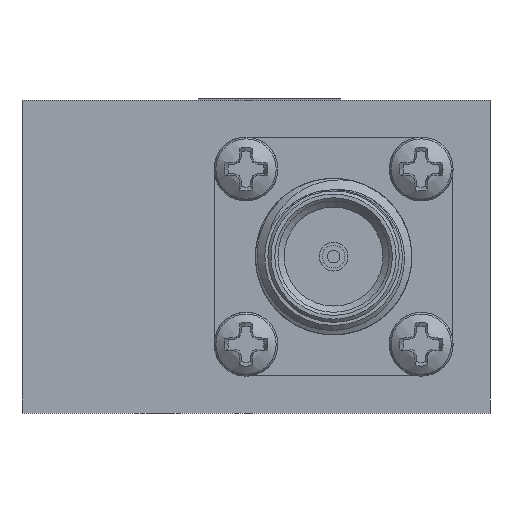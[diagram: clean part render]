
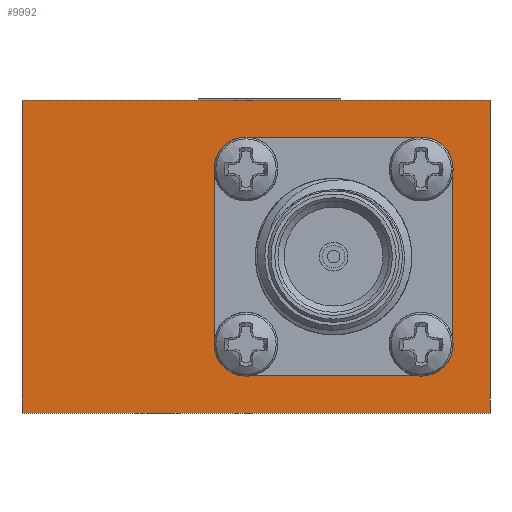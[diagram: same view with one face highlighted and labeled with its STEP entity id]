
A CAD part, left-side view. The second image highlights one B-rep face of the part: STEP entity #9992.
In plain terms, the highlighted planar face has unit normal (-1, 0, 0).
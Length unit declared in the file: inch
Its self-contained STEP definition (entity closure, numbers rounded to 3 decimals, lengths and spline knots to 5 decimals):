
#55 = DIRECTION ( 'NONE',  ( 0., 0., -1. ) ) ;
#114 = ORIENTED_EDGE ( 'NONE', *, *, #3417, .F. ) ;
#165 = EDGE_CURVE ( 'NONE', #5661, #4267, #1885, .T. ) ;
#234 = CIRCLE ( 'NONE', #5388, 0.05 ) ;
#465 = ORIENTED_EDGE ( 'NONE', *, *, #695, .F. ) ;
#481 = CARTESIAN_POINT ( 'NONE',  ( -0.25, 0.01598, -0.14 ) ) ;
#487 = LINE ( 'NONE', #9174, #9764 ) ;
#535 = LINE ( 'NONE', #9967, #6018 ) ;
#695 = EDGE_CURVE ( 'NONE', #3954, #10706, #487, .T. ) ;
#939 = EDGE_CURVE ( 'NONE', #10122, #6056, #10766, .T. ) ;
#1000 = DIRECTION ( 'NONE',  ( 0., -1., 0. ) ) ;
#1054 = VECTOR ( 'NONE', #55, 39.37008 ) ;
#1146 = ORIENTED_EDGE ( 'NONE', *, *, #8988, .T. ) ;
#1412 = DIRECTION ( 'NONE',  ( 0., 0., -1. ) ) ;
#1504 = VERTEX_POINT ( 'NONE', #4569 ) ;
#1514 = EDGE_CURVE ( 'NONE', #6293, #6845, #4887, .T. ) ;
#1885 = LINE ( 'NONE', #5423, #2024 ) ;
#1997 = CARTESIAN_POINT ( 'NONE',  ( -0.25, -0.26402, -0.14 ) ) ;
#2013 = ORIENTED_EDGE ( 'NONE', *, *, #5967, .T. ) ;
#2024 = VECTOR ( 'NONE', #1000, 39.37008 ) ;
#2371 = CARTESIAN_POINT ( 'NONE',  ( -0.25, -0.31402, -0.14 ) ) ;
#2492 = CARTESIAN_POINT ( 'NONE',  ( -0.25, -0.31402, 0.19 ) ) ;
#2509 = DIRECTION ( 'NONE',  ( 0., 0., -1. ) ) ;
#2572 = CARTESIAN_POINT ( 'NONE',  ( -0.25, -0.31402, 0.14 ) ) ;
#2647 = FACE_OUTER_BOUND ( 'NONE', #6599, .T. ) ;
#2841 = ORIENTED_EDGE ( 'NONE', *, *, #10566, .F. ) ;
#3010 = VERTEX_POINT ( 'NONE', #8000 ) ;
#3314 = CARTESIAN_POINT ( 'NONE',  ( -0.25, -0.37402, 0.25 ) ) ;
#3417 = EDGE_CURVE ( 'NONE', #10122, #9296, #9841, .T. ) ;
#3482 = CARTESIAN_POINT ( 'NONE',  ( -0.25, -0.31402, -0.19 ) ) ;
#3517 = CIRCLE ( 'NONE', #7698, 0.05 ) ;
#3703 = EDGE_CURVE ( 'NONE', #10521, #1504, #3517, .T. ) ;
#3795 = VECTOR ( 'NONE', #4523, 39.37008 ) ;
#3806 = CARTESIAN_POINT ( 'NONE',  ( -0.25, 0.06598, -0.14 ) ) ;
#3954 = VERTEX_POINT ( 'NONE', #9324 ) ;
#4011 = DIRECTION ( 'NONE',  ( 0., 0., -1. ) ) ;
#4071 = CARTESIAN_POINT ( 'NONE',  ( -0.25, -0.31402, -0.19 ) ) ;
#4267 = VERTEX_POINT ( 'NONE', #8737 ) ;
#4316 = CARTESIAN_POINT ( 'NONE',  ( -0.25, 0.01598, 0.19 ) ) ;
#4369 = LINE ( 'NONE', #3482, #3795 ) ;
#4523 = DIRECTION ( 'NONE',  ( 0., 0., 1. ) ) ;
#4569 = CARTESIAN_POINT ( 'NONE',  ( -0.25, -0.26402, -0.19 ) ) ;
#4611 = DIRECTION ( 'NONE',  ( 0., 0., -1. ) ) ;
#4725 = DIRECTION ( 'NONE',  ( 0., 0., -1. ) ) ;
#4887 = LINE ( 'NONE', #9922, #1054 ) ;
#5053 = DIRECTION ( 'NONE',  ( 0., 0., -1. ) ) ;
#5197 = ORIENTED_EDGE ( 'NONE', *, *, #7981, .F. ) ;
#5388 = AXIS2_PLACEMENT_3D ( 'NONE', #481, #10432, #5053 ) ;
#5419 = ORIENTED_EDGE ( 'NONE', *, *, #7694, .F. ) ;
#5423 = CARTESIAN_POINT ( 'NONE',  ( -0.25, -0.37402, -0.25 ) ) ;
#5661 = VERTEX_POINT ( 'NONE', #8902 ) ;
#5967 = EDGE_CURVE ( 'NONE', #3010, #6845, #234, .T. ) ;
#6018 = VECTOR ( 'NONE', #4611, 39.37008 ) ;
#6056 = VERTEX_POINT ( 'NONE', #2572 ) ;
#6121 = EDGE_LOOP ( 'NONE', ( #9401, #6222, #114, #10277, #5197, #8878, #2841, #2013 ) ) ;
#6214 = DIRECTION ( 'NONE',  ( 0., 1., 0. ) ) ;
#6222 = ORIENTED_EDGE ( 'NONE', *, *, #6819, .T. ) ;
#6293 = VERTEX_POINT ( 'NONE', #11577 ) ;
#6296 = FACE_BOUND ( 'NONE', #6121, .T. ) ;
#6437 = LINE ( 'NONE', #4071, #9485 ) ;
#6550 = AXIS2_PLACEMENT_3D ( 'NONE', #3314, #6867, #2509 ) ;
#6599 = EDGE_LOOP ( 'NONE', ( #10023, #5419, #465, #1146 ) ) ;
#6760 = CARTESIAN_POINT ( 'NONE',  ( -0.25, -0.37402, 0.25 ) ) ;
#6802 = DIRECTION ( 'NONE',  ( 1., 0., 0. ) ) ;
#6819 = EDGE_CURVE ( 'NONE', #6293, #9296, #7686, .T. ) ;
#6845 = VERTEX_POINT ( 'NONE', #3806 ) ;
#6867 = DIRECTION ( 'NONE',  ( 1., 0., 0. ) ) ;
#6895 = VECTOR ( 'NONE', #4011, 39.37008 ) ;
#7686 = CIRCLE ( 'NONE', #9899, 0.05 ) ;
#7694 = EDGE_CURVE ( 'NONE', #10706, #4267, #8419, .T. ) ;
#7698 = AXIS2_PLACEMENT_3D ( 'NONE', #1997, #8232, #4725 ) ;
#7706 = DIRECTION ( 'NONE',  ( 0., -1., 0. ) ) ;
#7981 = EDGE_CURVE ( 'NONE', #10521, #6056, #4369, .T. ) ;
#8000 = CARTESIAN_POINT ( 'NONE',  ( -0.25, 0.01598, -0.19 ) ) ;
#8143 = DIRECTION ( 'NONE',  ( 0., -1., 0. ) ) ;
#8232 = DIRECTION ( 'NONE',  ( 1., 0., 0. ) ) ;
#8419 = LINE ( 'NONE', #11349, #6895 ) ;
#8737 = CARTESIAN_POINT ( 'NONE',  ( -0.25, -0.37402, -0.25 ) ) ;
#8878 = ORIENTED_EDGE ( 'NONE', *, *, #3703, .T. ) ;
#8902 = CARTESIAN_POINT ( 'NONE',  ( -0.25, 0.37402, -0.25 ) ) ;
#8988 = EDGE_CURVE ( 'NONE', #3954, #5661, #535, .T. ) ;
#9089 = CARTESIAN_POINT ( 'NONE',  ( -0.25, 0.01598, 0.14 ) ) ;
#9174 = CARTESIAN_POINT ( 'NONE',  ( -0.25, -0.37402, 0.25 ) ) ;
#9296 = VERTEX_POINT ( 'NONE', #4316 ) ;
#9324 = CARTESIAN_POINT ( 'NONE',  ( -0.25, 0.37402, 0.25 ) ) ;
#9373 = AXIS2_PLACEMENT_3D ( 'NONE', #9380, #6802, #1412 ) ;
#9380 = CARTESIAN_POINT ( 'NONE',  ( -0.25, -0.26402, 0.14 ) ) ;
#9401 = ORIENTED_EDGE ( 'NONE', *, *, #1514, .F. ) ;
#9485 = VECTOR ( 'NONE', #7706, 39.37008 ) ;
#9764 = VECTOR ( 'NONE', #8143, 39.37008 ) ;
#9804 = CARTESIAN_POINT ( 'NONE',  ( -0.25, -0.26402, 0.19 ) ) ;
#9841 = LINE ( 'NONE', #2492, #9971 ) ;
#9899 = AXIS2_PLACEMENT_3D ( 'NONE', #9089, #10849, #10964 ) ;
#9922 = CARTESIAN_POINT ( 'NONE',  ( -0.25, 0.06598, -0.19 ) ) ;
#9967 = CARTESIAN_POINT ( 'NONE',  ( -0.25, 0.37402, 0.25 ) ) ;
#9971 = VECTOR ( 'NONE', #6214, 39.37008 ) ;
#9992 = ADVANCED_FACE ( 'NONE', ( #6296, #2647 ), #10443, .F. ) ;
#10023 = ORIENTED_EDGE ( 'NONE', *, *, #165, .T. ) ;
#10122 = VERTEX_POINT ( 'NONE', #9804 ) ;
#10277 = ORIENTED_EDGE ( 'NONE', *, *, #939, .T. ) ;
#10432 = DIRECTION ( 'NONE',  ( 1., 0., 0. ) ) ;
#10443 = PLANE ( 'NONE',  #6550 ) ;
#10521 = VERTEX_POINT ( 'NONE', #2371 ) ;
#10566 = EDGE_CURVE ( 'NONE', #3010, #1504, #6437, .T. ) ;
#10706 = VERTEX_POINT ( 'NONE', #6760 ) ;
#10766 = CIRCLE ( 'NONE', #9373, 0.05 ) ;
#10849 = DIRECTION ( 'NONE',  ( 1., 0., 0. ) ) ;
#10964 = DIRECTION ( 'NONE',  ( 0., 0., -1. ) ) ;
#11349 = CARTESIAN_POINT ( 'NONE',  ( -0.25, -0.37402, 0.25 ) ) ;
#11577 = CARTESIAN_POINT ( 'NONE',  ( -0.25, 0.06598, 0.14 ) ) ;
